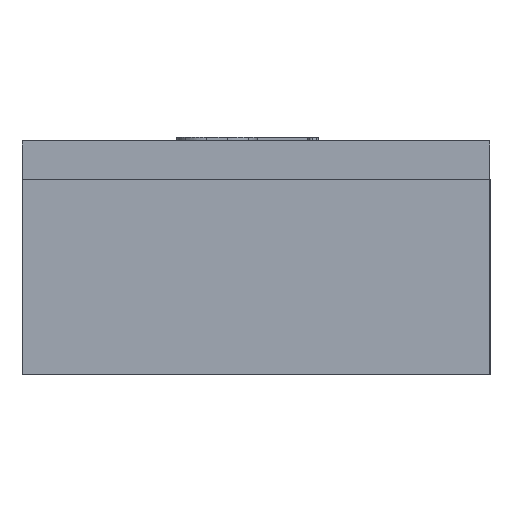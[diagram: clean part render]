
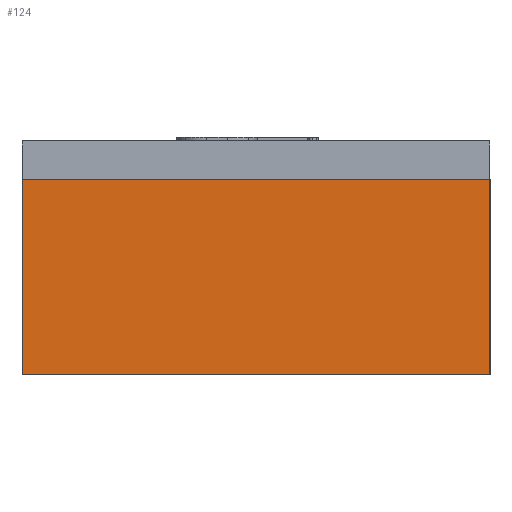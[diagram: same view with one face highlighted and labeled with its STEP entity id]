
A CAD part, left-side view. The second image highlights one B-rep face of the part: STEP entity #124.
In plain terms, the highlighted planar face has unit normal (-1, 0, 0).
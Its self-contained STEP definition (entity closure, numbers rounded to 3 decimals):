
#124=ADVANCED_FACE('',(#1488),#1490,.T.);
#1488=FACE_BOUND('',#1489,.T.);
#1489=EDGE_LOOP('',(#2535,#2536,#2537,#2538));
#1490=PLANE('',#1491);
#1491=AXIS2_PLACEMENT_3D('',#1492,#1493,#1494);
#1492=CARTESIAN_POINT('',(-1.,0.6,0.4));
#1493=DIRECTION('',(-1.,0.,0.));
#1494=DIRECTION('',(0.,-1.,0.));
#2535=ORIENTED_EDGE('',*,*,#3645,.F.);
#2536=ORIENTED_EDGE('',*,*,#3646,.F.);
#2537=ORIENTED_EDGE('',*,*,#3647,.T.);
#2538=ORIENTED_EDGE('',*,*,#3640,.T.);
#3640=EDGE_CURVE('',#4104,#4102,#4105,.T.);
#3645=EDGE_CURVE('',#4113,#4102,#4114,.T.);
#3646=EDGE_CURVE('',#4115,#4113,#4116,.T.);
#3647=EDGE_CURVE('',#4115,#4104,#4117,.T.);
#4102=VERTEX_POINT('',#4894);
#4104=VERTEX_POINT('',#4898);
#4105=LINE('',#4899,#4900);
#4113=VERTEX_POINT('',#4917);
#4114=LINE('',#4918,#4919);
#4115=VERTEX_POINT('',#4921);
#4116=LINE('',#4922,#4923);
#4117=LINE('',#4925,#4926);
#4894=CARTESIAN_POINT('',(-1.,-0.6,0.5));
#4898=CARTESIAN_POINT('',(-1.,-0.6,0.));
#4899=CARTESIAN_POINT('',(-1.,-0.6,0.));
#4900=VECTOR('',#4901,1.);
#4901=DIRECTION('',(0.,0.,1.));
#4917=CARTESIAN_POINT('',(-1.,0.6,0.5));
#4918=CARTESIAN_POINT('',(-1.,0.6,0.5));
#4919=VECTOR('',#4920,1.);
#4920=DIRECTION('',(0.,-1.,0.));
#4921=CARTESIAN_POINT('',(-1.,0.6,0.));
#4922=CARTESIAN_POINT('',(-1.,0.6,0.));
#4923=VECTOR('',#4924,1.);
#4924=DIRECTION('',(0.,0.,1.));
#4925=CARTESIAN_POINT('',(-1.,0.6,0.));
#4926=VECTOR('',#4927,1.);
#4927=DIRECTION('',(0.,-1.,0.));
